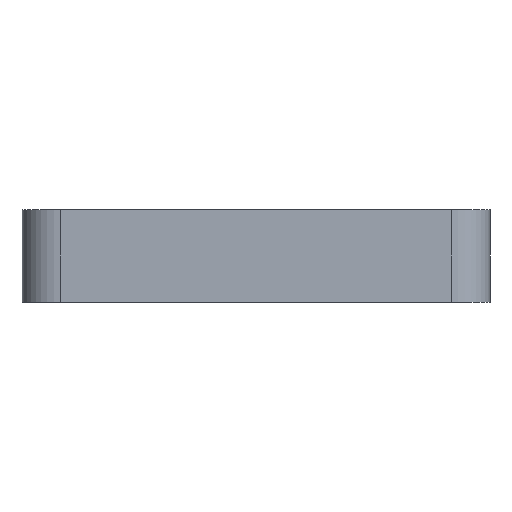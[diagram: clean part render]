
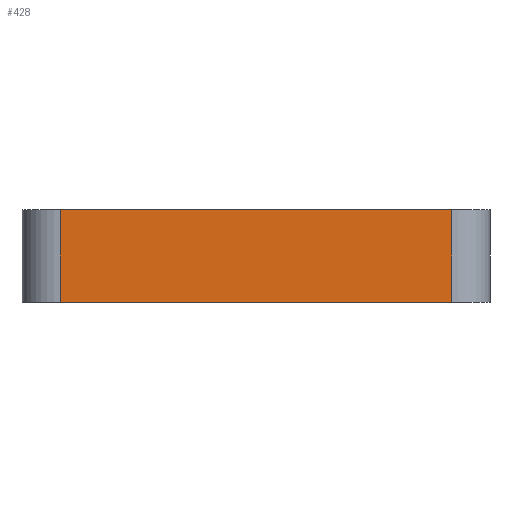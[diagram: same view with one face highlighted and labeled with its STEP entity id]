
A CAD part, left-side view. The second image highlights one B-rep face of the part: STEP entity #428.
In plain terms, the highlighted planar face has unit normal (-1, 0, 0).
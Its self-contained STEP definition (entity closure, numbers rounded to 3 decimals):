
#61=FACE_OUTER_BOUND('',#87,.T.);
#87=EDGE_LOOP('',(#342,#343,#344,#345));
#121=LINE('',#667,#163);
#129=LINE('',#696,#171);
#130=LINE('',#700,#172);
#131=LINE('',#701,#173);
#163=VECTOR('',#537,10.);
#171=VECTOR('',#565,10.);
#172=VECTOR('',#570,10.);
#173=VECTOR('',#571,10.);
#205=VERTEX_POINT('',#664);
#206=VERTEX_POINT('',#666);
#217=VERTEX_POINT('',#695);
#218=VERTEX_POINT('',#699);
#250=EDGE_CURVE('',#205,#206,#121,.T.);
#265=EDGE_CURVE('',#206,#217,#129,.T.);
#267=EDGE_CURVE('',#218,#205,#130,.T.);
#268=EDGE_CURVE('',#217,#218,#131,.T.);
#342=ORIENTED_EDGE('',*,*,#265,.F.);
#343=ORIENTED_EDGE('',*,*,#250,.F.);
#344=ORIENTED_EDGE('',*,*,#267,.F.);
#345=ORIENTED_EDGE('',*,*,#268,.F.);
#412=PLANE('',#476);
#428=ADVANCED_FACE('',(#61),#412,.T.);
#476=AXIS2_PLACEMENT_3D('',#698,#568,#569);
#537=DIRECTION('',(0.,-1.,0.));
#565=DIRECTION('',(0.,0.,-1.));
#568=DIRECTION('center_axis',(-1.,0.,0.));
#569=DIRECTION('ref_axis',(0.,-1.,0.));
#570=DIRECTION('',(0.,0.,1.));
#571=DIRECTION('',(0.,1.,0.));
#664=CARTESIAN_POINT('',(-10.,46.,15.));
#666=CARTESIAN_POINT('',(-10.,-5.,15.));
#667=CARTESIAN_POINT('',(-10.,35.75,15.));
#695=CARTESIAN_POINT('',(-10.,-5.,3.));
#696=CARTESIAN_POINT('',(-10.,-5.,3.));
#698=CARTESIAN_POINT('Origin',(-10.,51.,3.));
#699=CARTESIAN_POINT('',(-10.,46.,3.));
#700=CARTESIAN_POINT('',(-10.,46.,3.));
#701=CARTESIAN_POINT('',(-10.,35.75,3.));
